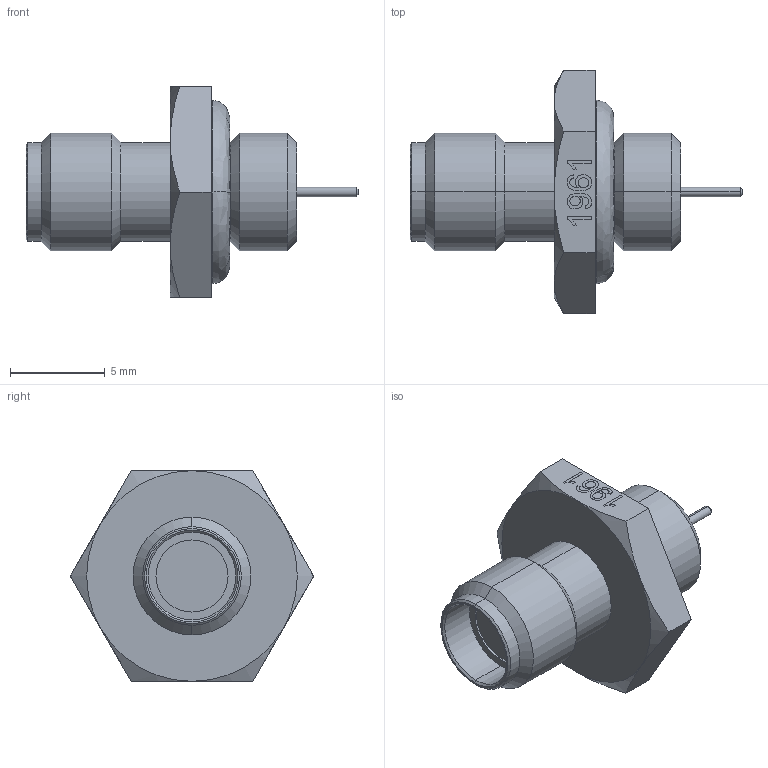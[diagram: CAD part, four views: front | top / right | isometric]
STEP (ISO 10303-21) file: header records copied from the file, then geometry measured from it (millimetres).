
FILE_DESCRIPTION (( 'STEP AP214' ), '1' );
FILE_NAME ('PE1961_3D.STEP', '2022-12-13T22:42:16', ( '' ), ( '' ), 'SwSTEP 2.0', 'SolidWorks 2022', '' );
FILE_SCHEMA (( 'AUTOMOTIVE_DESIGN' ));
Length unit declared in the file: inch
Products named in the file (3): Copy of SMA8305-4_2^PE1961; Copy of SMA85PWA-0000^PE1961; PE1961_3D
Assembly tree (2 placements, depth 2):
  PE1961_3D
    Copy of SMA85PWA-0000^PE1961
    Copy of SMA8305-4_2^PE1961
Bounding box: 17.5 x 12.82 x 11.1 mm (x, y, z)
Volume: 540.1 mm3; surface area: 737.9 mm2
Topology: 2 solids, 2 shells, 109 faces, 252 edges, 158 vertices
Faces by surface type: bspline 36, plane 33, cylinder 20, cone 20
Entity records: 4968 total; most frequent: CARTESIAN_POINT 2580, ORIENTED_EDGE 504, DIRECTION 394, EDGE_CURVE 252, VERTEX_POINT 158, AXIS2_PLACEMENT_3D 140, EDGE_LOOP 122, LINE 114
